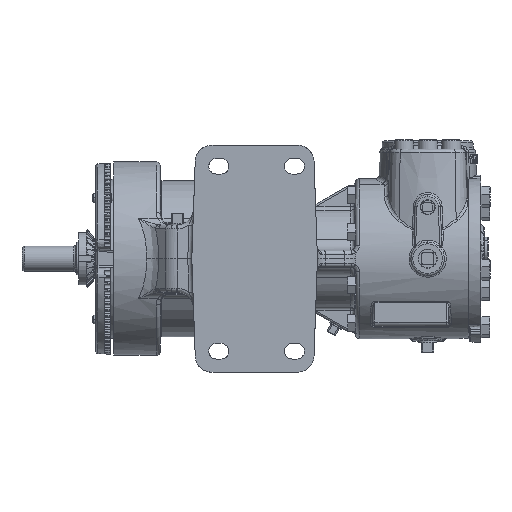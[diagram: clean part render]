
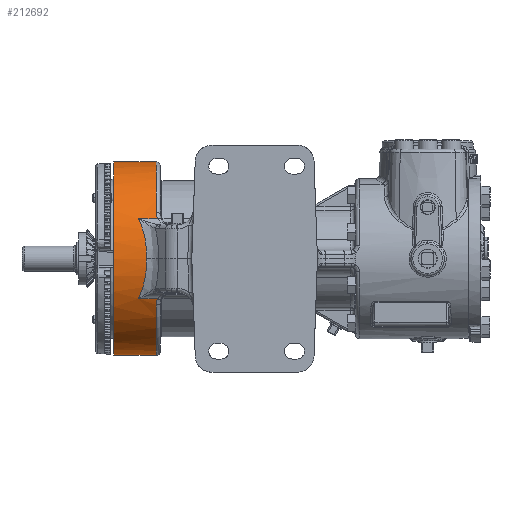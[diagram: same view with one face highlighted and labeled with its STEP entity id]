
A CAD part, front view. The second image highlights one B-rep face of the part: STEP entity #212692.
In plain terms, the highlighted cylindrical face has radius 73.025 mm (diameter 146.05 mm), a partial arc.
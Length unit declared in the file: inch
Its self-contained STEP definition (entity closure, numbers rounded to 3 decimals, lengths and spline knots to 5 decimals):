
#6631 = ORIENTED_EDGE ( 'NONE', *, *, #265575, .T. ) ;
#6827 = CARTESIAN_POINT ( 'NONE',  ( -6.23588, -2.5249, -1.37496 ) ) ;
#9141 = ORIENTED_EDGE ( 'NONE', *, *, #133761, .T. ) ;
#18109 = VECTOR ( 'NONE', #185339, 39.37008 ) ;
#20092 = VERTEX_POINT ( 'NONE', #189279 ) ;
#23609 = EDGE_CURVE ( 'NONE', #52695, #63774, #68664, .T. ) ;
#25763 = LINE ( 'NONE', #229204, #18109 ) ;
#34210 = EDGE_CURVE ( 'NONE', #63774, #254701, #121249, .T. ) ;
#34758 = CARTESIAN_POINT ( 'NONE',  ( -6.1987, -2.61696, -1.19043 ) ) ;
#36641 = VECTOR ( 'NONE', #143177, 39.37008 ) ;
#36910 = CARTESIAN_POINT ( 'NONE',  ( -6.58328, -2.78767, 0.81517 ) ) ;
#42283 = VERTEX_POINT ( 'NONE', #70064 ) ;
#46283 = DIRECTION ( 'NONE',  ( -1., 0., 0. ) ) ;
#49896 = DIRECTION ( 'NONE',  ( -1., 0., 0. ) ) ;
#52375 = VECTOR ( 'NONE', #97909, 39.37008 ) ;
#52664 = CARTESIAN_POINT ( 'NONE',  ( -6.50412, -2.875, -0.41226 ) ) ;
#52695 = VERTEX_POINT ( 'NONE', #6827 ) ;
#56278 = LINE ( 'NONE', #147110, #155035 ) ;
#62752 = ORIENTED_EDGE ( 'NONE', *, *, #186643, .T. ) ;
#63152 = CARTESIAN_POINT ( 'NONE',  ( -6.23588, 0., 2.875 ) ) ;
#63774 = VERTEX_POINT ( 'NONE', #114320 ) ;
#66015 = CARTESIAN_POINT ( 'NONE',  ( -6.1987, -2.61696, 1.19043 ) ) ;
#68664 = B_SPLINE_CURVE_WITH_KNOTS ( 'NONE', 3,
 ( #168031, #125573, #77245, #257325, #258765, #34758 ),
 .UNSPECIFIED., .F., .F.,
 ( 4, 2, 4 ),
 ( 0., 0.00266, 0.00532 ),
 .UNSPECIFIED. ) ;
#69042 = EDGE_CURVE ( 'NONE', #189790, #121787, #25763, .T. ) ;
#70064 = CARTESIAN_POINT ( 'NONE',  ( -6.23588, -2.5249, 1.37496 ) ) ;
#73079 = CARTESIAN_POINT ( 'NONE',  ( -9.66419, 0., 2.875 ) ) ;
#74363 = CARTESIAN_POINT ( 'NONE',  ( -6.1987, -2.61696, 1.19043 ) ) ;
#75092 = ORIENTED_EDGE ( 'NONE', *, *, #208465, .F. ) ;
#76856 = VERTEX_POINT ( 'NONE', #107816 ) ;
#77245 = CARTESIAN_POINT ( 'NONE',  ( -6.23288, -2.55801, -1.31277 ) ) ;
#77366 = CARTESIAN_POINT ( 'NONE',  ( -6.23588, 0., -2.875 ) ) ;
#81801 = ORIENTED_EDGE ( 'NONE', *, *, #232978, .T. ) ;
#85144 = CARTESIAN_POINT ( 'NONE',  ( -6.50412, -2.875, 0.41226 ) ) ;
#87987 = CARTESIAN_POINT ( 'NONE',  ( -6.23588, -2.54188, 1.34378 ) ) ;
#94612 = EDGE_CURVE ( 'NONE', #42283, #242084, #275878, .T. ) ;
#96295 = CARTESIAN_POINT ( 'NONE',  ( -9.66419, -2.61696, -1.19043 ) ) ;
#97909 = DIRECTION ( 'NONE',  ( -1., 0., 0. ) ) ;
#105080 = VERTEX_POINT ( 'NONE', #238094 ) ;
#107816 = CARTESIAN_POINT ( 'NONE',  ( -6.52802, -2.875, 0. ) ) ;
#111930 = ORIENTED_EDGE ( 'NONE', *, *, #69042, .T. ) ;
#114139 = CIRCLE ( 'NONE', #142171, 2.875 ) ;
#114320 = CARTESIAN_POINT ( 'NONE',  ( -6.1987, -2.61696, -1.19043 ) ) ;
#121249 = LINE ( 'NONE', #96295, #36641 ) ;
#121787 = VERTEX_POINT ( 'NONE', #74363 ) ;
#125202 = DIRECTION ( 'NONE',  ( -1., 0., 0. ) ) ;
#125573 = CARTESIAN_POINT ( 'NONE',  ( -6.23588, -2.54188, -1.34378 ) ) ;
#125588 = DIRECTION ( 'NONE',  ( 0., 0., -1. ) ) ;
#130750 = AXIS2_PLACEMENT_3D ( 'NONE', #250529, #49896, #193385 ) ;
#133014 = B_SPLINE_CURVE_WITH_KNOTS ( 'NONE', 3,
 ( #66015, #197965, #155395, #218489, #87987, #152532 ),
 .UNSPECIFIED., .F., .F.,
 ( 4, 2, 4 ),
 ( 0., 0.00266, 0.00532 ),
 .UNSPECIFIED. ) ;
#133761 = EDGE_CURVE ( 'NONE', #76856, #189790, #178379, .T. ) ;
#134830 = DIRECTION ( 'NONE',  ( 0., 1., 0. ) ) ;
#136276 = DIRECTION ( 'NONE',  ( -1., 0., 0. ) ) ;
#141919 = LINE ( 'NONE', #73079, #52375 ) ;
#142171 = AXIS2_PLACEMENT_3D ( 'NONE', #272367, #136276, #134830 ) ;
#143177 = DIRECTION ( 'NONE',  ( -1., 0., 0. ) ) ;
#147110 = CARTESIAN_POINT ( 'NONE',  ( -9.66419, 0., -2.875 ) ) ;
#152532 = CARTESIAN_POINT ( 'NONE',  ( -6.23588, -2.5249, 1.37496 ) ) ;
#154119 = ORIENTED_EDGE ( 'NONE', *, *, #23609, .T. ) ;
#155035 = VECTOR ( 'NONE', #125202, 39.37008 ) ;
#155395 = CARTESIAN_POINT ( 'NONE',  ( -6.22067, -2.58868, 1.25121 ) ) ;
#155819 = AXIS2_PLACEMENT_3D ( 'NONE', #242594, #46283, #270354 ) ;
#162946 = ORIENTED_EDGE ( 'NONE', *, *, #34210, .T. ) ;
#164008 = CARTESIAN_POINT ( 'NONE',  ( -6.76192, -2.61696, -1.19043 ) ) ;
#168031 = CARTESIAN_POINT ( 'NONE',  ( -6.23588, -2.5249, -1.37496 ) ) ;
#170499 = ORIENTED_EDGE ( 'NONE', *, *, #196925, .F. ) ;
#172405 = CARTESIAN_POINT ( 'NONE',  ( -6.23588, 0., 0. ) ) ;
#178379 =( BOUNDED_CURVE ( )  B_SPLINE_CURVE ( 3, ( #221399, #85144, #36910, #199437 ),
 .UNSPECIFIED., .F., .F. ) 
 B_SPLINE_CURVE_WITH_KNOTS ( ( 4, 4 ),
 ( 3.09225, 3.51916 ),
 .UNSPECIFIED. ) 
 CURVE ( )  GEOMETRIC_REPRESENTATION_ITEM ( )  RATIONAL_B_SPLINE_CURVE ( ( 1., 0.985, 0.985, 1. ) ) 
 REPRESENTATION_ITEM ( '' )  );
#185339 = DIRECTION ( 'NONE',  ( 1., 0., 0. ) ) ;
#186643 = EDGE_CURVE ( 'NONE', #242084, #105080, #141919, .T. ) ;
#188874 = CARTESIAN_POINT ( 'NONE',  ( -6.58328, -2.78767, -0.81517 ) ) ;
#189279 = CARTESIAN_POINT ( 'NONE',  ( -7.5, 0., -2.875 ) ) ;
#189790 = VERTEX_POINT ( 'NONE', #283183 ) ;
#193385 = DIRECTION ( 'NONE',  ( 0., 0., 1. ) ) ;
#196925 = EDGE_CURVE ( 'NONE', #20092, #105080, #114139, .T. ) ;
#197965 = CARTESIAN_POINT ( 'NONE',  ( -6.21148, -2.60321, 1.22066 ) ) ;
#199437 = CARTESIAN_POINT ( 'NONE',  ( -6.76192, -2.61696, 1.19043 ) ) ;
#205789 = EDGE_CURVE ( 'NONE', #254701, #76856, #225073, .T. ) ;
#207148 = EDGE_LOOP ( 'NONE', ( #75092, #81801, #154119, #162946, #259366, #9141, #111930, #6631, #279971, #62752, #170499 ) ) ;
#208127 = FACE_OUTER_BOUND ( 'NONE', #207148, .T. ) ;
#208465 = EDGE_CURVE ( 'NONE', #213023, #20092, #56278, .T. ) ;
#212324 = CARTESIAN_POINT ( 'NONE',  ( -6.52802, -2.875, 0. ) ) ;
#212692 = ADVANCED_FACE ( 'NONE', ( #208127 ), #267100, .T. ) ;
#213023 = VERTEX_POINT ( 'NONE', #77366 ) ;
#218489 = CARTESIAN_POINT ( 'NONE',  ( -6.23288, -2.55801, 1.31277 ) ) ;
#221399 = CARTESIAN_POINT ( 'NONE',  ( -6.52802, -2.875, 0. ) ) ;
#225073 =( BOUNDED_CURVE ( )  B_SPLINE_CURVE ( 3, ( #164008, #188874, #52664, #212324 ),
 .UNSPECIFIED., .F., .F. ) 
 B_SPLINE_CURVE_WITH_KNOTS ( ( 4, 4 ),
 ( 2.76403, 3.19094 ),
 .UNSPECIFIED. ) 
 CURVE ( )  GEOMETRIC_REPRESENTATION_ITEM ( )  RATIONAL_B_SPLINE_CURVE ( ( 1., 0.985, 0.985, 1. ) ) 
 REPRESENTATION_ITEM ( '' )  );
#229196 = AXIS2_PLACEMENT_3D ( 'NONE', #172405, #280762, #125588 ) ;
#229204 = CARTESIAN_POINT ( 'NONE',  ( -9.66419, -2.61696, 1.19043 ) ) ;
#232978 = EDGE_CURVE ( 'NONE', #213023, #52695, #282121, .T. ) ;
#238094 = CARTESIAN_POINT ( 'NONE',  ( -7.5, 0., 2.875 ) ) ;
#242084 = VERTEX_POINT ( 'NONE', #63152 ) ;
#242594 = CARTESIAN_POINT ( 'NONE',  ( -6.23588, 0., 0. ) ) ;
#249547 = CARTESIAN_POINT ( 'NONE',  ( -6.76192, -2.61696, -1.19043 ) ) ;
#250529 = CARTESIAN_POINT ( 'NONE',  ( -9.66419, 0., 0. ) ) ;
#254701 = VERTEX_POINT ( 'NONE', #249547 ) ;
#257325 = CARTESIAN_POINT ( 'NONE',  ( -6.22067, -2.58868, -1.25121 ) ) ;
#258765 = CARTESIAN_POINT ( 'NONE',  ( -6.21148, -2.60321, -1.22066 ) ) ;
#259366 = ORIENTED_EDGE ( 'NONE', *, *, #205789, .T. ) ;
#265575 = EDGE_CURVE ( 'NONE', #121787, #42283, #133014, .T. ) ;
#267100 = CYLINDRICAL_SURFACE ( 'NONE', #130750, 2.875 ) ;
#270354 = DIRECTION ( 'NONE',  ( 0., 0., -1. ) ) ;
#272367 = CARTESIAN_POINT ( 'NONE',  ( -7.5, 0., 0. ) ) ;
#275878 = CIRCLE ( 'NONE', #229196, 2.875 ) ;
#279971 = ORIENTED_EDGE ( 'NONE', *, *, #94612, .T. ) ;
#280762 = DIRECTION ( 'NONE',  ( -1., 0., 0. ) ) ;
#282121 = CIRCLE ( 'NONE', #155819, 2.875 ) ;
#283183 = CARTESIAN_POINT ( 'NONE',  ( -6.76192, -2.61696, 1.19043 ) ) ;
